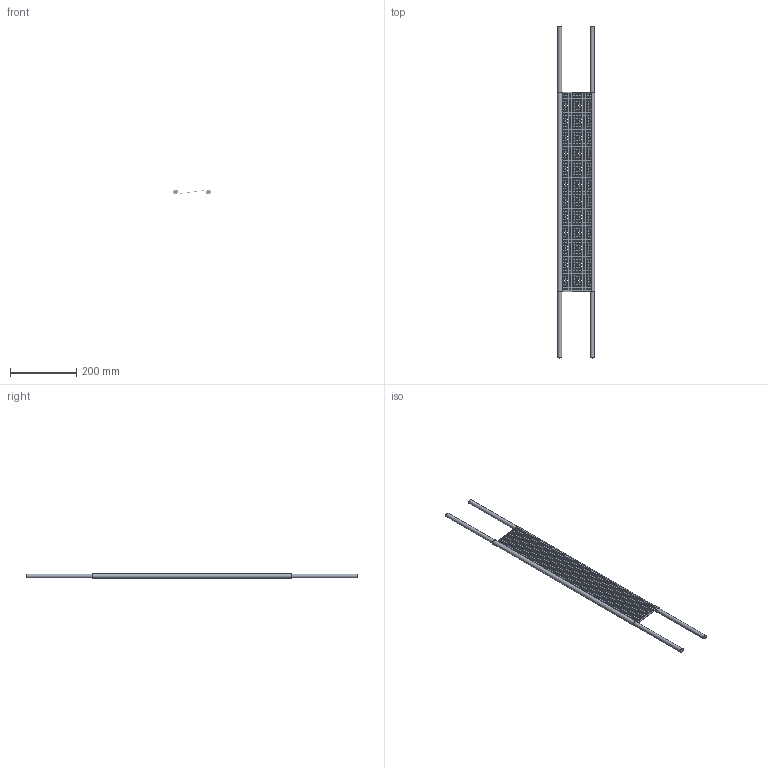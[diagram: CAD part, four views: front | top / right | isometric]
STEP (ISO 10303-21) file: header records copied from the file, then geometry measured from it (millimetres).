
FILE_DESCRIPTION (( 'STEP AP203' ), '1' );
FILE_NAME ('18314-240.STEP', '2021-11-24T15:20:55', ( '' ), ( '' ), 'SwSTEP 2.0', 'SolidWorks 2018', '' );
FILE_SCHEMA (( 'CONFIG_CONTROL_DESIGN' ));
Length unit declared in the file: millimetre
Products named in the file (7): 18314-240 Teil2_18314-240 Teil2 Rechts; 18314-240 Teil1_18314-240 Teil1; 18314-240 Teil2_18314-240 Teil2 Links; 18314-240 Teil2; 18314-240; 18314-240 Teil1
Assembly tree (3 placements, depth 2):
  18314-240 Teil2
  18314-240
    18314-240 Teil1_18314-240 Teil1
    18314-240 Teil2_18314-240 Teil2 Links
    18314-240 Teil2_18314-240 Teil2 Rechts
  18314-240 Teil2
  18314-240 Teil1
Bounding box: 112 x 1000 x 14 mm (x, y, z)
Volume: 307149.9 mm3; surface area: 251385.9 mm2
Topology: 3 solids, 3 shells, 1051 faces, 3827 edges, 2808 vertices
Faces by surface type: cylinder 776, plane 161, bspline 114
Full cylindrical faces by diameter (mm): 5 x770, 12 x2
Entity records: 40839 total; most frequent: CARTESIAN_POINT 11655, DIRECTION 5497, ORIENTED_EDGE 4570, EDGE_LOOP 3389, AXIS2_PLACEMENT_3D 2496, EDGE_CURVE 2285, VERTEX_POINT 2038, FACE_OUTER_BOUND 1823
